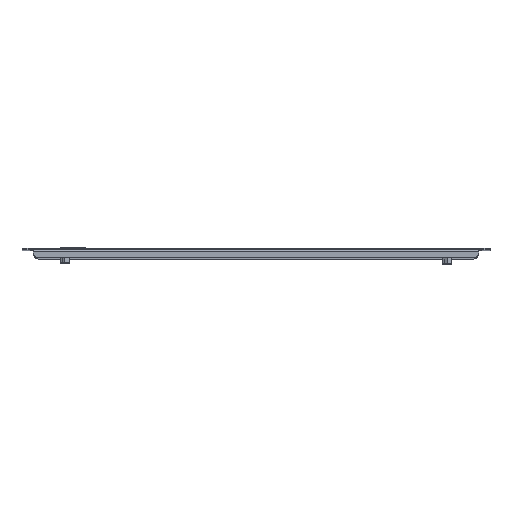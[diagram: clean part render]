
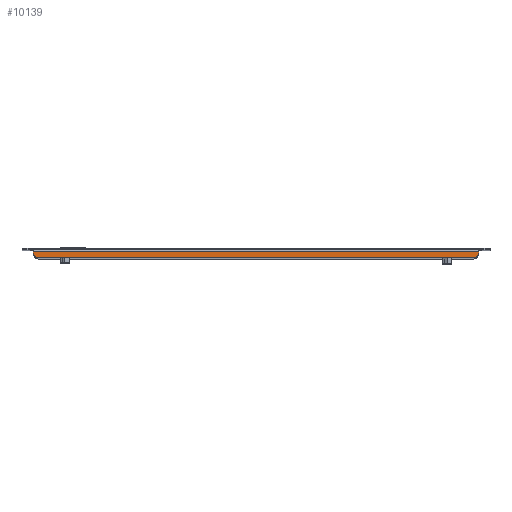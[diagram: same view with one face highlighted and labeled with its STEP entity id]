
A CAD part, top view. The second image highlights one B-rep face of the part: STEP entity #10139.
In plain terms, the highlighted planar face has unit normal (0, 0, 1).
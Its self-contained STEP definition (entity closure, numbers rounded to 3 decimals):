
#118 = CARTESIAN_POINT ( 'NONE',  ( 228., -5., 345. ) ) ;
#199 = VECTOR ( 'NONE', #1623, 1000. ) ;
#427 = CARTESIAN_POINT ( 'NONE',  ( -228., -5., 345. ) ) ;
#560 = ORIENTED_EDGE ( 'NONE', *, *, #5689, .F. ) ;
#583 = CARTESIAN_POINT ( 'NONE',  ( 233., -5., 345. ) ) ;
#1408 = ORIENTED_EDGE ( 'NONE', *, *, #2729, .F. ) ;
#1474 = VECTOR ( 'NONE', #8273, 1000. ) ;
#1623 = DIRECTION ( 'NONE',  ( 1., 0., 0. ) ) ;
#1659 = VECTOR ( 'NONE', #4668, 1000. ) ;
#2191 = EDGE_CURVE ( 'NONE', #11752, #2641, #8461, .T. ) ;
#2227 = FACE_OUTER_BOUND ( 'NONE', #8368, .T. ) ;
#2600 = EDGE_CURVE ( 'NONE', #2641, #7140, #6375, .T. ) ;
#2641 = VERTEX_POINT ( 'NONE', #10412 ) ;
#2729 = EDGE_CURVE ( 'NONE', #8857, #11813, #3268, .T. ) ;
#2908 = CIRCLE ( 'NONE', #10487, 5. ) ;
#3023 = DIRECTION ( 'NONE',  ( 0., -1., 0. ) ) ;
#3268 = LINE ( 'NONE', #10254, #1474 ) ;
#3435 = DIRECTION ( 'NONE',  ( 0., -1., 0. ) ) ;
#4334 = CARTESIAN_POINT ( 'NONE',  ( 245., -10., 345. ) ) ;
#4450 = DIRECTION ( 'NONE',  ( 0., -1., 0. ) ) ;
#4668 = DIRECTION ( 'NONE',  ( 0., 1., 0. ) ) ;
#4995 = ORIENTED_EDGE ( 'NONE', *, *, #6292, .T. ) ;
#5207 = CARTESIAN_POINT ( 'NONE',  ( 0., 341.978, 345. ) ) ;
#5266 = CARTESIAN_POINT ( 'NONE',  ( -233., -5., 345. ) ) ;
#5646 = LINE ( 'NONE', #11684, #1659 ) ;
#5650 = VERTEX_POINT ( 'NONE', #10269 ) ;
#5664 = CARTESIAN_POINT ( 'NONE',  ( 228., -10., 345. ) ) ;
#5689 = EDGE_CURVE ( 'NONE', #11752, #5650, #5646, .T. ) ;
#6202 = DIRECTION ( 'NONE',  ( 0., 0., 1. ) ) ;
#6292 = EDGE_CURVE ( 'NONE', #8857, #5650, #11728, .T. ) ;
#6297 = ORIENTED_EDGE ( 'NONE', *, *, #2600, .T. ) ;
#6375 = LINE ( 'NONE', #4334, #199 ) ;
#6580 = VECTOR ( 'NONE', #6797, 1000. ) ;
#6797 = DIRECTION ( 'NONE',  ( -1., 0., 0. ) ) ;
#7140 = VERTEX_POINT ( 'NONE', #5664 ) ;
#7549 = ORIENTED_EDGE ( 'NONE', *, *, #2191, .T. ) ;
#7936 = CARTESIAN_POINT ( 'NONE',  ( 233., -3.5, 345. ) ) ;
#8028 = DIRECTION ( 'NONE',  ( 0., 0., 1. ) ) ;
#8273 = DIRECTION ( 'NONE',  ( 0., -1., 0. ) ) ;
#8368 = EDGE_LOOP ( 'NONE', ( #560, #7549, #6297, #12069, #1408, #4995 ) ) ;
#8461 = CIRCLE ( 'NONE', #9932, 5. ) ;
#8796 = AXIS2_PLACEMENT_3D ( 'NONE', #5207, #10279, #3435 ) ;
#8857 = VERTEX_POINT ( 'NONE', #7936 ) ;
#9765 = CARTESIAN_POINT ( 'NONE',  ( 0., -3.5, 345. ) ) ;
#9932 = AXIS2_PLACEMENT_3D ( 'NONE', #427, #6202, #4450 ) ;
#10139 = ADVANCED_FACE ( 'NONE', ( #2227 ), #12382, .T. ) ;
#10254 = CARTESIAN_POINT ( 'NONE',  ( 233., 23.978, 345. ) ) ;
#10269 = CARTESIAN_POINT ( 'NONE',  ( -233., -3.5, 345. ) ) ;
#10279 = DIRECTION ( 'NONE',  ( 0., 0., 1. ) ) ;
#10412 = CARTESIAN_POINT ( 'NONE',  ( -228., -10., 345. ) ) ;
#10457 = EDGE_CURVE ( 'NONE', #7140, #11813, #2908, .T. ) ;
#10487 = AXIS2_PLACEMENT_3D ( 'NONE', #118, #8028, #3023 ) ;
#11684 = CARTESIAN_POINT ( 'NONE',  ( -233., 23.978, 345. ) ) ;
#11728 = LINE ( 'NONE', #9765, #6580 ) ;
#11752 = VERTEX_POINT ( 'NONE', #5266 ) ;
#11813 = VERTEX_POINT ( 'NONE', #583 ) ;
#12069 = ORIENTED_EDGE ( 'NONE', *, *, #10457, .T. ) ;
#12382 = PLANE ( 'NONE',  #8796 ) ;
